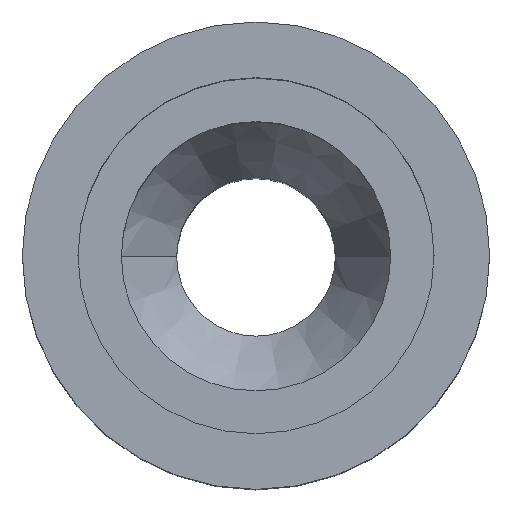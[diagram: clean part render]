
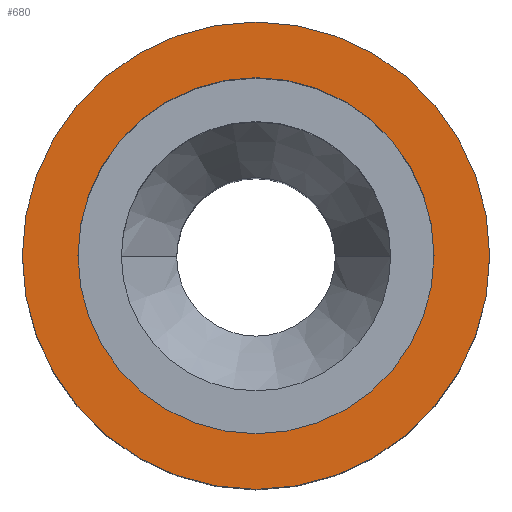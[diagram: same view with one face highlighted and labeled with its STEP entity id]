
A CAD part, top view. The second image highlights one B-rep face of the part: STEP entity #680.
In plain terms, the highlighted planar face has unit normal (0, 0, 1).
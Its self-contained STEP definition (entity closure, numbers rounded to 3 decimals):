
#120=CARTESIAN_POINT('',(-3.2,100.,6.3));
#130=VERTEX_POINT('',#120);
#160=CARTESIAN_POINT('',(0.,100.,6.3));
#170=DIRECTION('',(0.,0.,1.));
#180=DIRECTION('',(-1.,0.,0.));
#190=AXIS2_PLACEMENT_3D('',#160,#170,#180);
#200=CIRCLE('',#190,3.2);
#210=CARTESIAN_POINT('',(3.2,100.,6.3));
#220=VERTEX_POINT('',#210);
#230=EDGE_CURVE('',#220,#130,#200,.T.);
#430=CARTESIAN_POINT('',(0.,100.,6.3));
#440=DIRECTION('',(0.,0.,1.));
#450=DIRECTION('',(-1.,0.,0.));
#460=AXIS2_PLACEMENT_3D('',#430,#440,#450);
#470=PLANE('',#460);
#480=EDGE_CURVE('',#130,#220,#200,.T.);
#490=ORIENTED_EDGE('',*,*,#480,.F.);
#500=ORIENTED_EDGE('',*,*,#230,.F.);
#510=EDGE_LOOP('',(#500,#490));
#520=FACE_BOUND('',#510,.T.);
#530=CARTESIAN_POINT('',(0.,100.,6.3));
#540=DIRECTION('',(0.,0.,1.));
#550=DIRECTION('',(-1.,0.,0.));
#560=AXIS2_PLACEMENT_3D('',#530,#540,#550);
#570=CIRCLE('',#560,4.2);
#580=CARTESIAN_POINT('',(-4.2,100.,6.3));
#590=VERTEX_POINT('',#580);
#600=CARTESIAN_POINT('',(4.2,100.,6.3));
#610=VERTEX_POINT('',#600);
#620=EDGE_CURVE('',#590,#610,#570,.T.);
#630=ORIENTED_EDGE('',*,*,#620,.T.);
#640=EDGE_CURVE('',#610,#590,#570,.T.);
#650=ORIENTED_EDGE('',*,*,#640,.T.);
#660=EDGE_LOOP('',(#650,#630));
#670=FACE_OUTER_BOUND('',#660,.T.);
#680=ADVANCED_FACE('',(#520,#670),#470,.T.);
